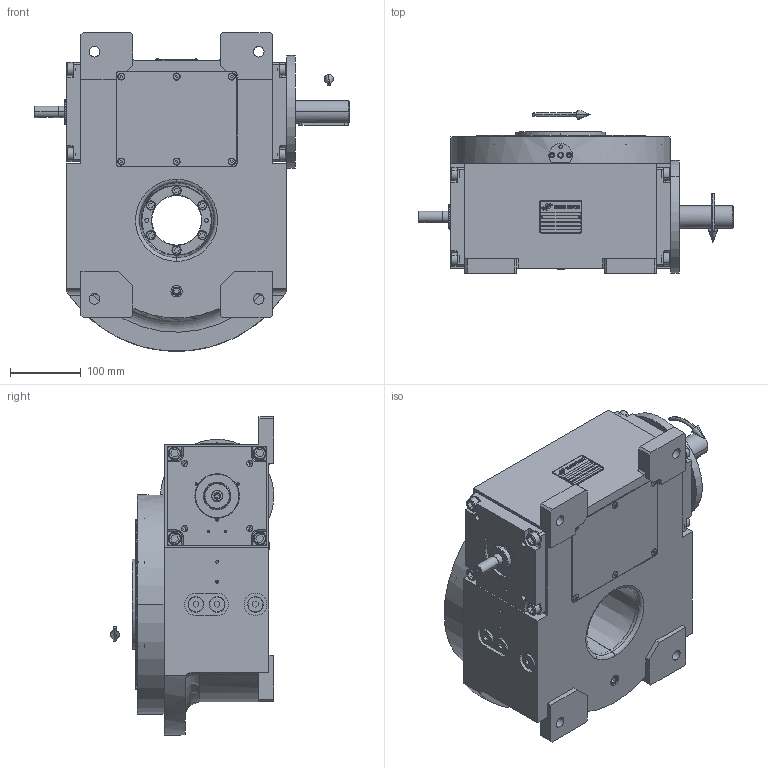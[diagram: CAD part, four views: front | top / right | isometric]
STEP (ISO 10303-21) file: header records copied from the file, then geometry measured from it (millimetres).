
FILE_DESCRIPTION (( 'STEP AP203' ), '1' );
FILE_NAME ('PC5200574.step', '2024-08-30T08:15:21', ( '' ), ( '' ), 'SwSTEP 2.0', 'SolidWorks 2020', '' );
FILE_SCHEMA (( 'CONFIG_CONTROL_DESIGN' ));
Length unit declared in the file: millimetre
Products named in the file (84): cfn2000_01_099; cfn2000_01_126; rig09_016; CFN2010_01_020.stp; rig09_007_master; CFN2104_02_018.stp; AS_rig09_004; RIG09_005_AF0.stp; cfn2107_01_001; CFN2223_02_003.stp; 900_38_30_003; cfn2000_01_081; CFN2203_02_002.stp; AS_rig09_017; cfn2476_01_002_60x46; rig09_004; freccia_angolare_albero; rig09_003_10; CFN2223_02_004.stp; rig09_010_s_001; cfn2151_01_115; CFN2000_01_185.stp; cfn2151_01_167; AS_rig09_016; cfn2115_02_057; cfn2104_01_018; cfn2115_02_058; cfn2070_05_009; CFN2155_01_195.stp; cfn2003_01_054; CFN2356_03_053.stp; CFN2010_02_002.stp; cfn2205_01_015; rig09_002_bl_003; rig09_001_a; rig09_071_10_m.stp; cfn2155_01_095; PC5200574; cfn2000_01_161; RIG09_021_AF0.stp ...
Assembly tree (72 placements, depth 5):
  CFN2010_01_020.stp
  rig09_007_master
  CFN2223_02_003.stp
  CFN2203_02_002.stp
  CFN2223_02_004.stp
Bounding box: 444.5 x 231 x 450 mm (x, y, z)
Volume: 4946332.9 mm3; surface area: 1268974.6 mm2
Topology: 63 solids, 63 shells, 2002 faces, 4930 edges, 3163 vertices
Faces by surface type: plane 1030, cylinder 635, cone 302, torus 29, sphere 4, bspline 2
Entity records: 69649 total; most frequent: CARTESIAN_POINT 13787, DIRECTION 9985, ORIENTED_EDGE 9540, EDGE_CURVE 4770, AXIS2_PLACEMENT_3D 3436, LINE 3113, VECTOR 3113, VERTEX_POINT 3102
